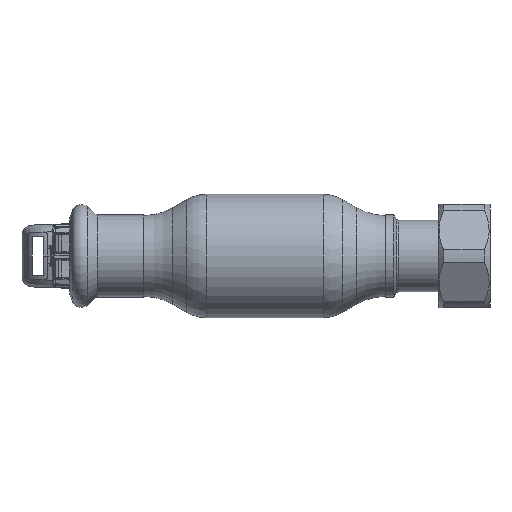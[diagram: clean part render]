
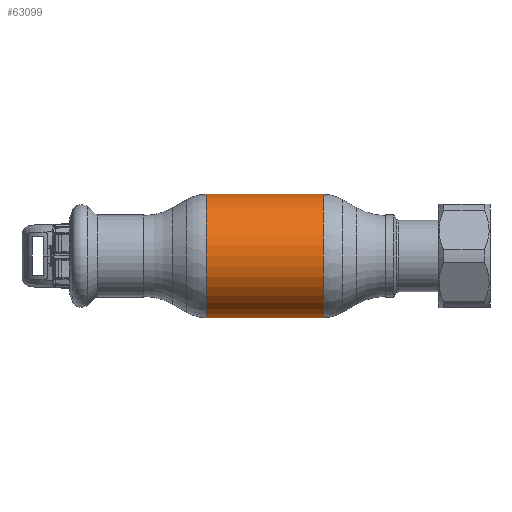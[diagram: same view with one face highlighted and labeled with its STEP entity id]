
A CAD part, front view. The second image highlights one B-rep face of the part: STEP entity #63099.
In plain terms, the highlighted cylindrical face has radius 19 mm (diameter 38 mm), a partial arc.
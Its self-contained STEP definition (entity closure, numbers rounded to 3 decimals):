
#3205 = CARTESIAN_POINT ( 'NONE',  ( 18.035, 0., 0. ) ) ;
#3249 = ORIENTED_EDGE ( 'NONE', *, *, #15203, .T. ) ;
#7042 = CARTESIAN_POINT ( 'NONE',  ( -18.035, 0., 19. ) ) ;
#10014 = ORIENTED_EDGE ( 'NONE', *, *, #42915, .F. ) ;
#12567 = LINE ( 'NONE', #13518, #36488 ) ;
#13284 = EDGE_CURVE ( 'NONE', #32634, #15390, #12567, .T. ) ;
#13518 = CARTESIAN_POINT ( 'NONE',  ( -62.69, 0., -19. ) ) ;
#14672 = CARTESIAN_POINT ( 'NONE',  ( -62.69, 0., 19. ) ) ;
#15203 = EDGE_CURVE ( 'NONE', #32634, #21783, #43862, .T. ) ;
#15267 = ORIENTED_EDGE ( 'NONE', *, *, #13284, .F. ) ;
#15390 = VERTEX_POINT ( 'NONE', #23217 ) ;
#16522 = LINE ( 'NONE', #14672, #31921 ) ;
#19362 = DIRECTION ( 'NONE',  ( -1., 0., 0. ) ) ;
#21783 = VERTEX_POINT ( 'NONE', #42240 ) ;
#23217 = CARTESIAN_POINT ( 'NONE',  ( -18.035, 0., -19. ) ) ;
#23916 = AXIS2_PLACEMENT_3D ( 'NONE', #3205, #32509, #62028 ) ;
#29064 = CARTESIAN_POINT ( 'NONE',  ( -62.69, 0., 0. ) ) ;
#30509 = CYLINDRICAL_SURFACE ( 'NONE', #34484, 19. ) ;
#31921 = VECTOR ( 'NONE', #49120, 1000. ) ;
#32509 = DIRECTION ( 'NONE',  ( -1., 0., 0. ) ) ;
#32634 = VERTEX_POINT ( 'NONE', #51327 ) ;
#32696 = DIRECTION ( 'NONE',  ( -1., 0., 0. ) ) ;
#33986 = DIRECTION ( 'NONE',  ( 0., 0., 1. ) ) ;
#34484 = AXIS2_PLACEMENT_3D ( 'NONE', #29064, #19362, #33986 ) ;
#34609 = DIRECTION ( 'NONE',  ( 0., 0., 1. ) ) ;
#36488 = VECTOR ( 'NONE', #32696, 1000. ) ;
#37860 = VERTEX_POINT ( 'NONE', #7042 ) ;
#41771 = ORIENTED_EDGE ( 'NONE', *, *, #53425, .T. ) ;
#42008 = EDGE_LOOP ( 'NONE', ( #15267, #3249, #41771, #10014 ) ) ;
#42240 = CARTESIAN_POINT ( 'NONE',  ( 18.035, 0., 19. ) ) ;
#42915 = EDGE_CURVE ( 'NONE', #15390, #37860, #43946, .T. ) ;
#43862 = CIRCLE ( 'NONE', #23916, 19. ) ;
#43946 = CIRCLE ( 'NONE', #55843, 19. ) ;
#49120 = DIRECTION ( 'NONE',  ( -1., 0., 0. ) ) ;
#49454 = DIRECTION ( 'NONE',  ( -1., 0., 0. ) ) ;
#51327 = CARTESIAN_POINT ( 'NONE',  ( 18.035, 0., -19. ) ) ;
#53425 = EDGE_CURVE ( 'NONE', #21783, #37860, #16522, .T. ) ;
#53646 = FACE_OUTER_BOUND ( 'NONE', #42008, .T. ) ;
#53823 = CARTESIAN_POINT ( 'NONE',  ( -18.035, 0., 0. ) ) ;
#55843 = AXIS2_PLACEMENT_3D ( 'NONE', #53823, #49454, #34609 ) ;
#62028 = DIRECTION ( 'NONE',  ( 0., 0., 1. ) ) ;
#63099 = ADVANCED_FACE ( 'NONE', ( #53646 ), #30509, .T. ) ;
